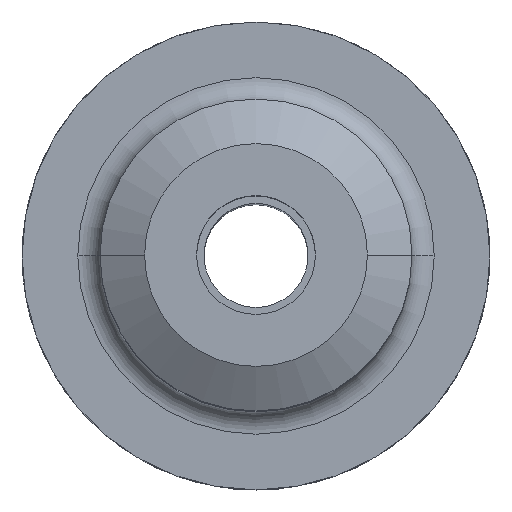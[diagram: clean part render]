
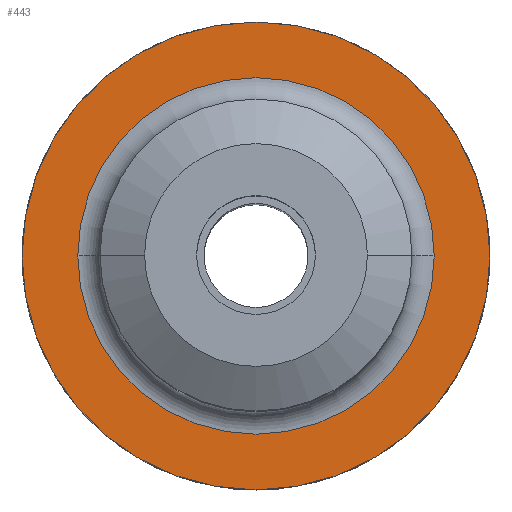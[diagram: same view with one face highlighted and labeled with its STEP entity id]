
A CAD part, top view. The second image highlights one B-rep face of the part: STEP entity #443.
In plain terms, the highlighted planar face has unit normal (0, 0, 1).
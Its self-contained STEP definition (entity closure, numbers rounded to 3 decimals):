
#85 = DIRECTION ( 'NONE',  ( -1., 0., 0. ) ) ;
#93 = DIRECTION ( 'NONE',  ( 0., 0., -1. ) ) ;
#97 = CIRCLE ( 'NONE', #420, 24. ) ;
#138 = FACE_BOUND ( 'NONE', #1510, .T. ) ;
#171 = EDGE_CURVE ( 'NONE', #1116, #545, #97, .T. ) ;
#197 = VERTEX_POINT ( 'NONE', #1354 ) ;
#306 = CARTESIAN_POINT ( 'NONE',  ( -31.5, 0., 27. ) ) ;
#341 = DIRECTION ( 'NONE',  ( 0., 0., -1. ) ) ;
#420 = AXIS2_PLACEMENT_3D ( 'NONE', #506, #645, #85 ) ;
#443 = ADVANCED_FACE ( 'NONE', ( #138, #1217 ), #1182, .F. ) ;
#506 = CARTESIAN_POINT ( 'NONE',  ( 0., 0., 27. ) ) ;
#545 = VERTEX_POINT ( 'NONE', #1024 ) ;
#560 = ORIENTED_EDGE ( 'NONE', *, *, #931, .T. ) ;
#569 = DIRECTION ( 'NONE',  ( 0., 0., -1. ) ) ;
#627 = VERTEX_POINT ( 'NONE', #306 ) ;
#645 = DIRECTION ( 'NONE',  ( 0., 0., -1. ) ) ;
#718 = ORIENTED_EDGE ( 'NONE', *, *, #954, .F. ) ;
#756 = CARTESIAN_POINT ( 'NONE',  ( 0., 0., 27. ) ) ;
#783 = AXIS2_PLACEMENT_3D ( 'NONE', #756, #341, #1599 ) ;
#832 = AXIS2_PLACEMENT_3D ( 'NONE', #1551, #569, #1694 ) ;
#931 = EDGE_CURVE ( 'NONE', #545, #1116, #1719, .T. ) ;
#941 = CARTESIAN_POINT ( 'NONE',  ( 0., 0., 27. ) ) ;
#950 = DIRECTION ( 'NONE',  ( 0., 0., -1. ) ) ;
#954 = EDGE_CURVE ( 'NONE', #627, #197, #977, .T. ) ;
#977 = CIRCLE ( 'NONE', #1549, 31.5 ) ;
#996 = ORIENTED_EDGE ( 'NONE', *, *, #171, .T. ) ;
#1024 = CARTESIAN_POINT ( 'NONE',  ( -24., 0., 27. ) ) ;
#1069 = CARTESIAN_POINT ( 'NONE',  ( 0., 0., 27. ) ) ;
#1116 = VERTEX_POINT ( 'NONE', #1142 ) ;
#1142 = CARTESIAN_POINT ( 'NONE',  ( 24., 0., 27. ) ) ;
#1182 = PLANE ( 'NONE',  #783 ) ;
#1206 = EDGE_CURVE ( 'NONE', #197, #627, #1274, .T. ) ;
#1217 = FACE_OUTER_BOUND ( 'NONE', #1395, .T. ) ;
#1221 = DIRECTION ( 'NONE',  ( -1., 0., 0. ) ) ;
#1274 = CIRCLE ( 'NONE', #832, 31.5 ) ;
#1354 = CARTESIAN_POINT ( 'NONE',  ( 31.5, 0., 27. ) ) ;
#1395 = EDGE_LOOP ( 'NONE', ( #718, #1493 ) ) ;
#1452 = AXIS2_PLACEMENT_3D ( 'NONE', #941, #950, #1653 ) ;
#1493 = ORIENTED_EDGE ( 'NONE', *, *, #1206, .F. ) ;
#1510 = EDGE_LOOP ( 'NONE', ( #560, #996 ) ) ;
#1549 = AXIS2_PLACEMENT_3D ( 'NONE', #1069, #93, #1221 ) ;
#1551 = CARTESIAN_POINT ( 'NONE',  ( 0., 0., 27. ) ) ;
#1599 = DIRECTION ( 'NONE',  ( -1., 0., 0. ) ) ;
#1653 = DIRECTION ( 'NONE',  ( -1., 0., 0. ) ) ;
#1694 = DIRECTION ( 'NONE',  ( -1., 0., 0. ) ) ;
#1719 = CIRCLE ( 'NONE', #1452, 24. ) ;
